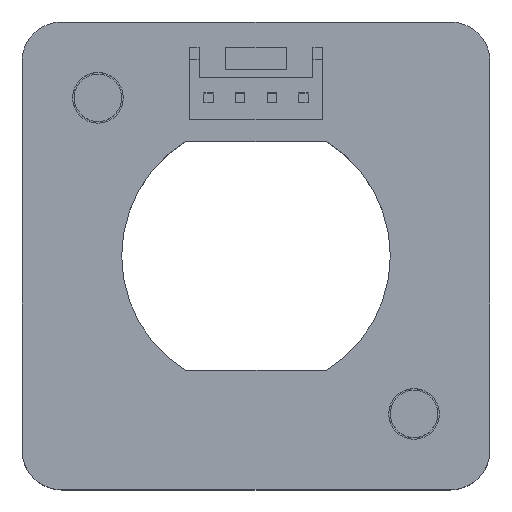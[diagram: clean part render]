
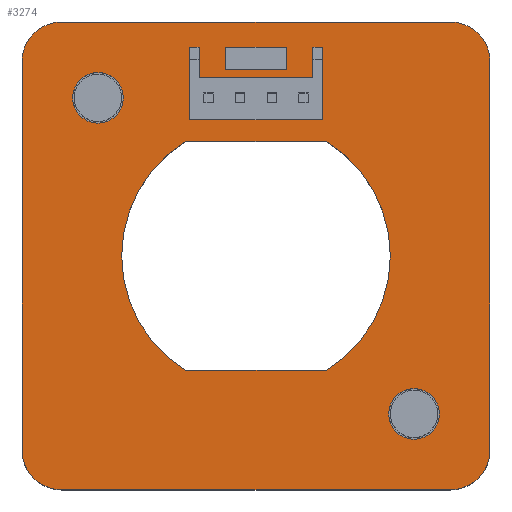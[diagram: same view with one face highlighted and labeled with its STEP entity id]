
A CAD part, top view. The second image highlights one B-rep face of the part: STEP entity #3274.
In plain terms, the highlighted planar face has unit normal (0, 0, 1).
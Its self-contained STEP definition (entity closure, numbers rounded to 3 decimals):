
#79=PLANE('',#3458);
#200=CIRCLE('',#3459,1.6);
#201=CIRCLE('',#3460,1.6);
#202=CIRCLE('',#3461,8.5);
#203=CIRCLE('',#3462,8.5);
#204=CIRCLE('',#3463,2.5);
#205=CIRCLE('',#3464,2.5);
#206=CIRCLE('',#3465,2.5);
#207=CIRCLE('',#3466,2.5);
#311=ORIENTED_EDGE('',*,*,#1025,.T.);
#312=ORIENTED_EDGE('',*,*,#1026,.T.);
#313=ORIENTED_EDGE('',*,*,#1027,.F.);
#314=ORIENTED_EDGE('',*,*,#1028,.F.);
#315=ORIENTED_EDGE('',*,*,#1029,.F.);
#316=ORIENTED_EDGE('',*,*,#1030,.F.);
#317=ORIENTED_EDGE('',*,*,#1031,.T.);
#318=ORIENTED_EDGE('',*,*,#1032,.T.);
#319=ORIENTED_EDGE('',*,*,#1033,.T.);
#320=ORIENTED_EDGE('',*,*,#1034,.T.);
#321=ORIENTED_EDGE('',*,*,#1035,.T.);
#322=ORIENTED_EDGE('',*,*,#1036,.T.);
#323=ORIENTED_EDGE('',*,*,#1037,.T.);
#324=ORIENTED_EDGE('',*,*,#1038,.T.);
#325=ORIENTED_EDGE('',*,*,#1039,.F.);
#326=ORIENTED_EDGE('',*,*,#1040,.F.);
#327=ORIENTED_EDGE('',*,*,#1041,.F.);
#328=ORIENTED_EDGE('',*,*,#1042,.F.);
#329=ORIENTED_EDGE('',*,*,#1043,.F.);
#330=ORIENTED_EDGE('',*,*,#1044,.F.);
#331=ORIENTED_EDGE('',*,*,#1045,.F.);
#332=ORIENTED_EDGE('',*,*,#1046,.F.);
#333=ORIENTED_EDGE('',*,*,#1047,.F.);
#334=ORIENTED_EDGE('',*,*,#1048,.F.);
#335=ORIENTED_EDGE('',*,*,#1049,.F.);
#336=ORIENTED_EDGE('',*,*,#1050,.F.);
#1025=EDGE_CURVE('',#1382,#1382,#200,.T.);
#1026=EDGE_CURVE('',#1383,#1383,#201,.T.);
#1027=EDGE_CURVE('',#1384,#1385,#1633,.T.);
#1028=EDGE_CURVE('',#1386,#1384,#202,.T.);
#1029=EDGE_CURVE('',#1387,#1386,#1634,.T.);
#1030=EDGE_CURVE('',#1385,#1387,#203,.T.);
#1031=EDGE_CURVE('',#1388,#1389,#1635,.T.);
#1032=EDGE_CURVE('',#1389,#1390,#204,.T.);
#1033=EDGE_CURVE('',#1390,#1391,#1636,.T.);
#1034=EDGE_CURVE('',#1391,#1392,#205,.T.);
#1035=EDGE_CURVE('',#1392,#1393,#1637,.T.);
#1036=EDGE_CURVE('',#1393,#1394,#206,.T.);
#1037=EDGE_CURVE('',#1394,#1395,#1638,.T.);
#1038=EDGE_CURVE('',#1395,#1388,#207,.T.);
#1039=EDGE_CURVE('',#1396,#1397,#1639,.T.);
#1040=EDGE_CURVE('',#1398,#1396,#1640,.T.);
#1041=EDGE_CURVE('',#1399,#1398,#1641,.T.);
#1042=EDGE_CURVE('',#1400,#1399,#1642,.T.);
#1043=EDGE_CURVE('',#1401,#1400,#1643,.T.);
#1044=EDGE_CURVE('',#1402,#1401,#1644,.T.);
#1045=EDGE_CURVE('',#1403,#1402,#1645,.T.);
#1046=EDGE_CURVE('',#1397,#1403,#1646,.T.);
#1047=EDGE_CURVE('',#1404,#1405,#1647,.T.);
#1048=EDGE_CURVE('',#1406,#1404,#1648,.T.);
#1049=EDGE_CURVE('',#1407,#1406,#1649,.T.);
#1050=EDGE_CURVE('',#1405,#1407,#1650,.T.);
#1382=VERTEX_POINT('',#4546);
#1383=VERTEX_POINT('',#4548);
#1384=VERTEX_POINT('',#4550);
#1385=VERTEX_POINT('',#4551);
#1386=VERTEX_POINT('',#4553);
#1387=VERTEX_POINT('',#4555);
#1388=VERTEX_POINT('',#4558);
#1389=VERTEX_POINT('',#4559);
#1390=VERTEX_POINT('',#4561);
#1391=VERTEX_POINT('',#4563);
#1392=VERTEX_POINT('',#4565);
#1393=VERTEX_POINT('',#4567);
#1394=VERTEX_POINT('',#4569);
#1395=VERTEX_POINT('',#4571);
#1396=VERTEX_POINT('',#4574);
#1397=VERTEX_POINT('',#4575);
#1398=VERTEX_POINT('',#4577);
#1399=VERTEX_POINT('',#4579);
#1400=VERTEX_POINT('',#4581);
#1401=VERTEX_POINT('',#4583);
#1402=VERTEX_POINT('',#4585);
#1403=VERTEX_POINT('',#4587);
#1404=VERTEX_POINT('',#4590);
#1405=VERTEX_POINT('',#4591);
#1406=VERTEX_POINT('',#4593);
#1407=VERTEX_POINT('',#4595);
#1633=LINE('',#4549,#1873);
#1634=LINE('',#4554,#1874);
#1635=LINE('',#4557,#1875);
#1636=LINE('',#4562,#1876);
#1637=LINE('',#4566,#1877);
#1638=LINE('',#4570,#1878);
#1639=LINE('',#4573,#1879);
#1640=LINE('',#4576,#1880);
#1641=LINE('',#4578,#1881);
#1642=LINE('',#4580,#1882);
#1643=LINE('',#4582,#1883);
#1644=LINE('',#4584,#1884);
#1645=LINE('',#4586,#1885);
#1646=LINE('',#4588,#1886);
#1647=LINE('',#4589,#1887);
#1648=LINE('',#4592,#1888);
#1649=LINE('',#4594,#1889);
#1650=LINE('',#4596,#1890);
#1873=VECTOR('',#3750,1000.);
#1874=VECTOR('',#3753,1000.);
#1875=VECTOR('',#3756,1000.);
#1876=VECTOR('',#3759,1000.);
#1877=VECTOR('',#3762,1000.);
#1878=VECTOR('',#3765,1000.);
#1879=VECTOR('',#3768,1000.);
#1880=VECTOR('',#3769,1000.);
#1881=VECTOR('',#3770,1000.);
#1882=VECTOR('',#3771,1000.);
#1883=VECTOR('',#3772,1000.);
#1884=VECTOR('',#3773,1000.);
#1885=VECTOR('',#3774,1000.);
#1886=VECTOR('',#3775,1000.);
#1887=VECTOR('',#3776,1000.);
#1888=VECTOR('',#3777,1000.);
#1889=VECTOR('',#3778,1000.);
#1890=VECTOR('',#3779,1000.);
#2112=EDGE_LOOP('',(#311));
#2113=EDGE_LOOP('',(#312));
#2114=EDGE_LOOP('',(#313,#314,#315,#316));
#2115=EDGE_LOOP('',(#317,#318,#319,#320,#321,#322,#323,#324));
#2116=EDGE_LOOP('',(#325,#326,#327,#328,#329,#330,#331,#332));
#2117=EDGE_LOOP('',(#333,#334,#335,#336));
#2332=FACE_BOUND('',#2112,.T.);
#2333=FACE_BOUND('',#2113,.T.);
#2334=FACE_BOUND('',#2114,.T.);
#2335=FACE_BOUND('',#2115,.T.);
#2336=FACE_BOUND('',#2116,.T.);
#2337=FACE_BOUND('',#2117,.T.);
#3274=ADVANCED_FACE('',(#2332,#2333,#2334,#2335,#2336,#2337),#79,.T.);
#3458=AXIS2_PLACEMENT_3D('',#4544,#3744,#3745);
#3459=AXIS2_PLACEMENT_3D('',#4545,#3746,#3747);
#3460=AXIS2_PLACEMENT_3D('',#4547,#3748,#3749);
#3461=AXIS2_PLACEMENT_3D('',#4552,#3751,#3752);
#3462=AXIS2_PLACEMENT_3D('',#4556,#3754,#3755);
#3463=AXIS2_PLACEMENT_3D('',#4560,#3757,#3758);
#3464=AXIS2_PLACEMENT_3D('',#4564,#3760,#3761);
#3465=AXIS2_PLACEMENT_3D('',#4568,#3763,#3764);
#3466=AXIS2_PLACEMENT_3D('',#4572,#3766,#3767);
#3744=DIRECTION('',(0.,0.,1.));
#3745=DIRECTION('',(1.,0.,0.));
#3746=DIRECTION('',(0.,0.,-1.));
#3747=DIRECTION('',(-1.,0.,0.));
#3748=DIRECTION('',(0.,0.,-1.));
#3749=DIRECTION('',(-1.,0.,0.));
#3750=DIRECTION('',(-1.,0.,0.));
#3751=DIRECTION('',(0.,0.,1.));
#3752=DIRECTION('',(1.,0.,0.));
#3753=DIRECTION('',(1.,0.,0.));
#3754=DIRECTION('',(0.,0.,1.));
#3755=DIRECTION('',(1.,0.,0.));
#3756=DIRECTION('',(0.,-1.,0.));
#3757=DIRECTION('',(0.,0.,1.));
#3758=DIRECTION('',(1.,0.,0.));
#3759=DIRECTION('',(1.,0.,0.));
#3760=DIRECTION('',(0.,0.,1.));
#3761=DIRECTION('',(1.,0.,0.));
#3762=DIRECTION('',(0.,1.,0.));
#3763=DIRECTION('',(0.,0.,1.));
#3764=DIRECTION('',(1.,0.,0.));
#3765=DIRECTION('',(-1.,0.,0.));
#3766=DIRECTION('',(0.,0.,1.));
#3767=DIRECTION('',(1.,0.,0.));
#3768=DIRECTION('',(0.,-1.,0.));
#3769=DIRECTION('',(-1.,0.,0.));
#3770=DIRECTION('',(0.,1.,0.));
#3771=DIRECTION('',(-1.,0.,0.));
#3772=DIRECTION('',(0.,-1.,0.));
#3773=DIRECTION('',(-1.,0.,0.));
#3774=DIRECTION('',(0.,1.,0.));
#3775=DIRECTION('',(1.,0.,0.));
#3776=DIRECTION('',(0.,-1.,0.));
#3777=DIRECTION('',(-1.,0.,0.));
#3778=DIRECTION('',(0.,1.,0.));
#3779=DIRECTION('',(1.,0.,0.));
#4544=CARTESIAN_POINT('',(-12.3,-12.3,0.));
#4545=CARTESIAN_POINT('',(-10.,10.,0.));
#4546=CARTESIAN_POINT('',(-11.6,10.,0.));
#4547=CARTESIAN_POINT('',(10.,-10.,0.));
#4548=CARTESIAN_POINT('',(8.4,-10.,0.));
#4549=CARTESIAN_POINT('',(4.437,7.25,0.));
#4550=CARTESIAN_POINT('',(4.437,7.25,0.));
#4551=CARTESIAN_POINT('',(-4.437,7.25,0.));
#4552=CARTESIAN_POINT('',(0.,0.,0.));
#4553=CARTESIAN_POINT('',(4.437,-7.25,0.));
#4554=CARTESIAN_POINT('',(-4.437,-7.25,0.));
#4555=CARTESIAN_POINT('',(-4.437,-7.25,0.));
#4556=CARTESIAN_POINT('',(0.,0.,0.));
#4557=CARTESIAN_POINT('',(-14.8,12.3,0.));
#4558=CARTESIAN_POINT('',(-14.8,12.3,0.));
#4559=CARTESIAN_POINT('',(-14.8,-12.3,0.));
#4560=CARTESIAN_POINT('',(-12.3,-12.3,0.));
#4561=CARTESIAN_POINT('',(-12.3,-14.8,0.));
#4562=CARTESIAN_POINT('',(-12.3,-14.8,0.));
#4563=CARTESIAN_POINT('',(12.3,-14.8,0.));
#4564=CARTESIAN_POINT('',(12.3,-12.3,0.));
#4565=CARTESIAN_POINT('',(14.8,-12.3,0.));
#4566=CARTESIAN_POINT('',(14.8,-12.3,0.));
#4567=CARTESIAN_POINT('',(14.8,12.3,0.));
#4568=CARTESIAN_POINT('',(12.3,12.3,0.));
#4569=CARTESIAN_POINT('',(12.3,14.8,0.));
#4570=CARTESIAN_POINT('',(12.3,14.8,0.));
#4571=CARTESIAN_POINT('',(-12.3,14.8,0.));
#4572=CARTESIAN_POINT('',(-12.3,12.3,0.));
#4573=CARTESIAN_POINT('',(-4.2,13.2,0.));
#4574=CARTESIAN_POINT('',(-4.2,13.2,0.));
#4575=CARTESIAN_POINT('',(-4.2,8.6,0.));
#4576=CARTESIAN_POINT('',(-3.6,13.2,0.));
#4577=CARTESIAN_POINT('',(-3.6,13.2,0.));
#4578=CARTESIAN_POINT('',(-3.6,11.3,0.));
#4579=CARTESIAN_POINT('',(-3.6,11.3,0.));
#4580=CARTESIAN_POINT('',(3.6,11.3,0.));
#4581=CARTESIAN_POINT('',(3.6,11.3,0.));
#4582=CARTESIAN_POINT('',(3.6,13.2,0.));
#4583=CARTESIAN_POINT('',(3.6,13.2,0.));
#4584=CARTESIAN_POINT('',(4.2,13.2,0.));
#4585=CARTESIAN_POINT('',(4.2,13.2,0.));
#4586=CARTESIAN_POINT('',(4.2,8.6,0.));
#4587=CARTESIAN_POINT('',(4.2,8.6,0.));
#4588=CARTESIAN_POINT('',(-4.2,8.6,0.));
#4589=CARTESIAN_POINT('',(-1.9,13.2,0.));
#4590=CARTESIAN_POINT('',(-1.9,13.2,0.));
#4591=CARTESIAN_POINT('',(-1.9,11.8,0.));
#4592=CARTESIAN_POINT('',(1.9,13.2,0.));
#4593=CARTESIAN_POINT('',(1.9,13.2,0.));
#4594=CARTESIAN_POINT('',(1.9,11.8,0.));
#4595=CARTESIAN_POINT('',(1.9,11.8,0.));
#4596=CARTESIAN_POINT('',(-1.9,11.8,0.));
